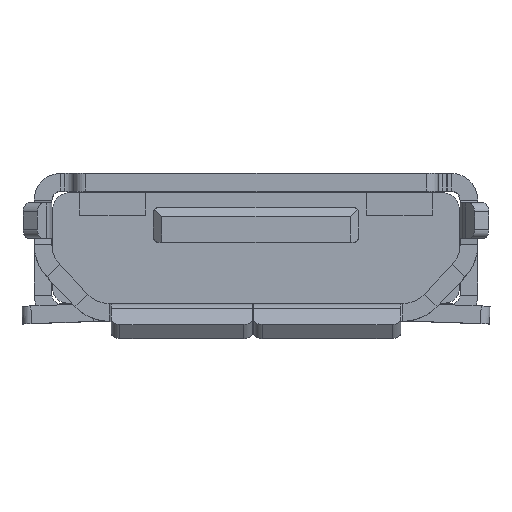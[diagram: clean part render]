
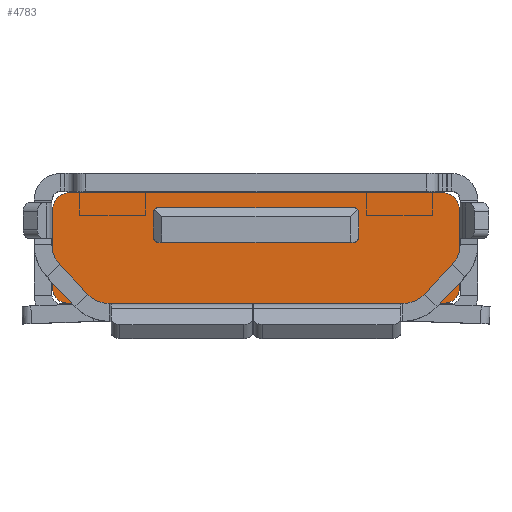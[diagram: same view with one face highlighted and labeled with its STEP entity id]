
A CAD part, top view. The second image highlights one B-rep face of the part: STEP entity #4783.
In plain terms, the highlighted planar face has unit normal (0, 0, 1).
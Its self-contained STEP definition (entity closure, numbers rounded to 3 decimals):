
#6 = EDGE_CURVE ( 'NONE', #3041, #12507, #3008, .T. ) ;
#31 = VECTOR ( 'NONE', #7647, 1000. ) ;
#33 = CIRCLE ( 'NONE', #4584, 0.25 ) ;
#96 = EDGE_CURVE ( 'NONE', #12847, #6290, #13114, .T. ) ;
#131 = DIRECTION ( 'NONE',  ( 0., 0., 1. ) ) ;
#288 = VERTEX_POINT ( 'NONE', #875 ) ;
#337 = VERTEX_POINT ( 'NONE', #11573 ) ;
#479 = CARTESIAN_POINT ( 'NONE',  ( -3.14, 2.185, 1.254 ) ) ;
#594 = EDGE_CURVE ( 'NONE', #7784, #834, #8324, .T. ) ;
#682 = CARTESIAN_POINT ( 'NONE',  ( 3.44, 1.885, 1.254 ) ) ;
#696 = CARTESIAN_POINT ( 'NONE',  ( 1.64, 1.925, 1.254 ) ) ;
#710 = VERTEX_POINT ( 'NONE', #1203 ) ;
#834 = VERTEX_POINT ( 'NONE', #10985 ) ;
#846 = CARTESIAN_POINT ( 'NONE',  ( -1.64, 1.338, 1.254 ) ) ;
#875 = CARTESIAN_POINT ( 'NONE',  ( -3.44, 0.565, 1.254 ) ) ;
#915 = LINE ( 'NONE', #12703, #10770 ) ;
#1031 = DIRECTION ( 'NONE',  ( -1., 0., 0. ) ) ;
#1050 = DIRECTION ( 'NONE',  ( -1., 0., 0. ) ) ;
#1167 = FACE_BOUND ( 'NONE', #1261, .T. ) ;
#1203 = CARTESIAN_POINT ( 'NONE',  ( -1.64, 1.338, 1.254 ) ) ;
#1261 = EDGE_LOOP ( 'NONE', ( #3623, #5348, #7875, #12722, #11786, #9483, #5945, #12686 ) ) ;
#1462 = EDGE_CURVE ( 'NONE', #710, #7885, #9690, .T. ) ;
#1701 = AXIS2_PLACEMENT_3D ( 'NONE', #11545, #5037, #5176 ) ;
#2249 = EDGE_CURVE ( 'NONE', #10387, #12847, #13629, .T. ) ;
#2787 = ORIENTED_EDGE ( 'NONE', *, *, #7866, .F. ) ;
#2878 = LINE ( 'NONE', #6309, #13759 ) ;
#3008 = LINE ( 'NONE', #9366, #10006 ) ;
#3041 = VERTEX_POINT ( 'NONE', #682 ) ;
#3167 = CARTESIAN_POINT ( 'NONE',  ( 3.14, 1.885, 1.254 ) ) ;
#3241 = DIRECTION ( 'NONE',  ( -1., 0., 0. ) ) ;
#3297 = AXIS2_PLACEMENT_3D ( 'NONE', #3167, #5607, #3241 ) ;
#3307 = AXIS2_PLACEMENT_3D ( 'NONE', #11561, #8189, #9122 ) ;
#3328 = VERTEX_POINT ( 'NONE', #8010 ) ;
#3357 = LINE ( 'NONE', #10813, #31 ) ;
#3600 = ORIENTED_EDGE ( 'NONE', *, *, #4357, .F. ) ;
#3623 = ORIENTED_EDGE ( 'NONE', *, *, #9994, .F. ) ;
#3665 = AXIS2_PLACEMENT_3D ( 'NONE', #10877, #13976, #5514 ) ;
#3774 = CARTESIAN_POINT ( 'NONE',  ( -1.74, 1.825, 1.254 ) ) ;
#3900 = EDGE_CURVE ( 'NONE', #14113, #710, #11606, .T. ) ;
#3904 = DIRECTION ( 'NONE',  ( 1., 0., 0. ) ) ;
#3987 = DIRECTION ( 'NONE',  ( 1., 0., 0. ) ) ;
#4015 = DIRECTION ( 'NONE',  ( 1., 0., 0. ) ) ;
#4230 = CARTESIAN_POINT ( 'NONE',  ( -1.64, 1.925, 1.254 ) ) ;
#4349 = CIRCLE ( 'NONE', #7768, 0.1 ) ;
#4357 = EDGE_CURVE ( 'NONE', #5034, #3328, #13997, .T. ) ;
#4473 = DIRECTION ( 'NONE',  ( -1., 0., 0. ) ) ;
#4541 = VECTOR ( 'NONE', #3904, 1000. ) ;
#4584 = AXIS2_PLACEMENT_3D ( 'NONE', #10608, #6383, #1050 ) ;
#4687 = CIRCLE ( 'NONE', #3307, 0.3 ) ;
#4783 = ADVANCED_FACE ( 'NONE', ( #1167, #6294 ), #10663, .F. ) ;
#4905 = CARTESIAN_POINT ( 'NONE',  ( -3.14, 2.185, 1.254 ) ) ;
#4913 = DIRECTION ( 'NONE',  ( -1., 0., 0. ) ) ;
#5034 = VERTEX_POINT ( 'NONE', #10355 ) ;
#5037 = DIRECTION ( 'NONE',  ( 0., 0., 1. ) ) ;
#5176 = DIRECTION ( 'NONE',  ( 1., 0., 0. ) ) ;
#5348 = ORIENTED_EDGE ( 'NONE', *, *, #9183, .F. ) ;
#5445 = AXIS2_PLACEMENT_3D ( 'NONE', #8827, #131, #3987 ) ;
#5514 = DIRECTION ( 'NONE',  ( -1., 0., 0. ) ) ;
#5561 = ORIENTED_EDGE ( 'NONE', *, *, #7582, .F. ) ;
#5607 = DIRECTION ( 'NONE',  ( 0., 0., -1. ) ) ;
#5826 = VERTEX_POINT ( 'NONE', #3774 ) ;
#5945 = ORIENTED_EDGE ( 'NONE', *, *, #96, .F. ) ;
#5953 = AXIS2_PLACEMENT_3D ( 'NONE', #13147, #13287, #4473 ) ;
#6151 = ORIENTED_EDGE ( 'NONE', *, *, #6, .F. ) ;
#6290 = VERTEX_POINT ( 'NONE', #11627 ) ;
#6294 = FACE_OUTER_BOUND ( 'NONE', #11315, .T. ) ;
#6309 = CARTESIAN_POINT ( 'NONE',  ( -3.44, 0.565, 1.254 ) ) ;
#6311 = DIRECTION ( 'NONE',  ( -1., 0., 0. ) ) ;
#6383 = DIRECTION ( 'NONE',  ( 0., 0., -1. ) ) ;
#6428 = VERTEX_POINT ( 'NONE', #6942 ) ;
#6628 = CIRCLE ( 'NONE', #5953, 0.25 ) ;
#6719 = CIRCLE ( 'NONE', #3297, 0.3 ) ;
#6942 = CARTESIAN_POINT ( 'NONE',  ( 1.74, 1.438, 1.254 ) ) ;
#7527 = CARTESIAN_POINT ( 'NONE',  ( 1.64, 1.338, 1.254 ) ) ;
#7582 = EDGE_CURVE ( 'NONE', #3328, #288, #6628, .T. ) ;
#7629 = CIRCLE ( 'NONE', #1701, 0.1 ) ;
#7647 = DIRECTION ( 'NONE',  ( 0., -1., 0. ) ) ;
#7768 = AXIS2_PLACEMENT_3D ( 'NONE', #9292, #13832, #4015 ) ;
#7784 = VERTEX_POINT ( 'NONE', #479 ) ;
#7795 = VECTOR ( 'NONE', #6311, 1000. ) ;
#7866 = EDGE_CURVE ( 'NONE', #12507, #5034, #33, .T. ) ;
#7875 = ORIENTED_EDGE ( 'NONE', *, *, #1462, .F. ) ;
#7885 = VERTEX_POINT ( 'NONE', #7527 ) ;
#8010 = CARTESIAN_POINT ( 'NONE',  ( -3.19, 0.315, 1.254 ) ) ;
#8189 = DIRECTION ( 'NONE',  ( 0., 0., -1. ) ) ;
#8292 = ORIENTED_EDGE ( 'NONE', *, *, #13017, .F. ) ;
#8324 = LINE ( 'NONE', #4905, #4541 ) ;
#8374 = DIRECTION ( 'NONE',  ( 0., 1., 0. ) ) ;
#8383 = CARTESIAN_POINT ( 'NONE',  ( -1.74, 1.438, 1.254 ) ) ;
#8780 = EDGE_CURVE ( 'NONE', #288, #337, #2878, .T. ) ;
#8827 = CARTESIAN_POINT ( 'NONE',  ( -1.64, 1.438, 1.254 ) ) ;
#9122 = DIRECTION ( 'NONE',  ( -1., 0., 0. ) ) ;
#9183 = EDGE_CURVE ( 'NONE', #7885, #6428, #4349, .T. ) ;
#9292 = CARTESIAN_POINT ( 'NONE',  ( 1.64, 1.438, 1.254 ) ) ;
#9341 = EDGE_CURVE ( 'NONE', #5826, #14113, #3357, .T. ) ;
#9366 = CARTESIAN_POINT ( 'NONE',  ( 3.44, 1.885, 1.254 ) ) ;
#9483 = ORIENTED_EDGE ( 'NONE', *, *, #12844, .F. ) ;
#9613 = DIRECTION ( 'NONE',  ( 0., 1., 0. ) ) ;
#9690 = LINE ( 'NONE', #846, #11278 ) ;
#9795 = ORIENTED_EDGE ( 'NONE', *, *, #8780, .F. ) ;
#9994 = EDGE_CURVE ( 'NONE', #6428, #10387, #915, .T. ) ;
#10006 = VECTOR ( 'NONE', #12682, 1000. ) ;
#10355 = CARTESIAN_POINT ( 'NONE',  ( 3.19, 0.315, 1.254 ) ) ;
#10387 = VERTEX_POINT ( 'NONE', #11965 ) ;
#10608 = CARTESIAN_POINT ( 'NONE',  ( 3.19, 0.565, 1.254 ) ) ;
#10663 = PLANE ( 'NONE',  #3665 ) ;
#10704 = CARTESIAN_POINT ( 'NONE',  ( 1.64, 1.825, 1.254 ) ) ;
#10770 = VECTOR ( 'NONE', #9613, 1000. ) ;
#10813 = CARTESIAN_POINT ( 'NONE',  ( -1.74, 1.825, 1.254 ) ) ;
#10877 = CARTESIAN_POINT ( 'NONE',  ( 3.14, 1.885, 1.254 ) ) ;
#10985 = CARTESIAN_POINT ( 'NONE',  ( 3.14, 2.185, 1.254 ) ) ;
#11024 = ORIENTED_EDGE ( 'NONE', *, *, #13631, .F. ) ;
#11212 = CARTESIAN_POINT ( 'NONE',  ( 3.44, 0.565, 1.254 ) ) ;
#11278 = VECTOR ( 'NONE', #11765, 1000. ) ;
#11315 = EDGE_LOOP ( 'NONE', ( #8292, #13818, #11024, #9795, #5561, #3600, #2787, #6151 ) ) ;
#11545 = CARTESIAN_POINT ( 'NONE',  ( -1.64, 1.825, 1.254 ) ) ;
#11553 = AXIS2_PLACEMENT_3D ( 'NONE', #10704, #13870, #4913 ) ;
#11561 = CARTESIAN_POINT ( 'NONE',  ( -3.14, 1.885, 1.254 ) ) ;
#11573 = CARTESIAN_POINT ( 'NONE',  ( -3.44, 1.885, 1.254 ) ) ;
#11606 = CIRCLE ( 'NONE', #5445, 0.1 ) ;
#11610 = VECTOR ( 'NONE', #1031, 1000. ) ;
#11627 = CARTESIAN_POINT ( 'NONE',  ( -1.64, 1.925, 1.254 ) ) ;
#11765 = DIRECTION ( 'NONE',  ( 1., 0., 0. ) ) ;
#11786 = ORIENTED_EDGE ( 'NONE', *, *, #9341, .F. ) ;
#11965 = CARTESIAN_POINT ( 'NONE',  ( 1.74, 1.825, 1.254 ) ) ;
#12507 = VERTEX_POINT ( 'NONE', #11212 ) ;
#12682 = DIRECTION ( 'NONE',  ( 0., -1., 0. ) ) ;
#12686 = ORIENTED_EDGE ( 'NONE', *, *, #2249, .F. ) ;
#12703 = CARTESIAN_POINT ( 'NONE',  ( 1.74, 1.825, 1.254 ) ) ;
#12722 = ORIENTED_EDGE ( 'NONE', *, *, #3900, .F. ) ;
#12844 = EDGE_CURVE ( 'NONE', #6290, #5826, #7629, .T. ) ;
#12847 = VERTEX_POINT ( 'NONE', #696 ) ;
#13017 = EDGE_CURVE ( 'NONE', #834, #3041, #6719, .T. ) ;
#13114 = LINE ( 'NONE', #4230, #11610 ) ;
#13147 = CARTESIAN_POINT ( 'NONE',  ( -3.19, 0.565, 1.254 ) ) ;
#13197 = CARTESIAN_POINT ( 'NONE',  ( 3.19, 0.315, 1.254 ) ) ;
#13287 = DIRECTION ( 'NONE',  ( 0., 0., -1. ) ) ;
#13629 = CIRCLE ( 'NONE', #11553, 0.1 ) ;
#13631 = EDGE_CURVE ( 'NONE', #337, #7784, #4687, .T. ) ;
#13759 = VECTOR ( 'NONE', #8374, 1000. ) ;
#13818 = ORIENTED_EDGE ( 'NONE', *, *, #594, .F. ) ;
#13832 = DIRECTION ( 'NONE',  ( 0., 0., 1. ) ) ;
#13870 = DIRECTION ( 'NONE',  ( 0., 0., 1. ) ) ;
#13976 = DIRECTION ( 'NONE',  ( 0., 0., -1. ) ) ;
#13997 = LINE ( 'NONE', #13197, #7795 ) ;
#14113 = VERTEX_POINT ( 'NONE', #8383 ) ;
